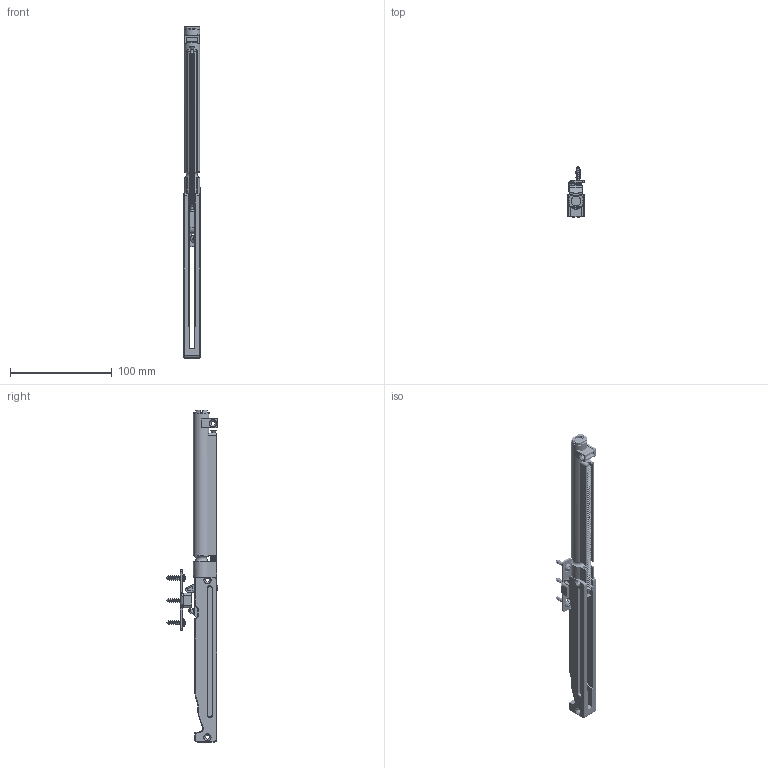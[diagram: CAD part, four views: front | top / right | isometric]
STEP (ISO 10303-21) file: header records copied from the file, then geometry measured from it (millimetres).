
FILE_DESCRIPTION(/* description */ (''),/* implementation_level */ '2;1');
FILE_NAME(/* name */ '66AFP21_22.stp',/* time_stamp */ '2019-08-20T07:38:34+02:00',/* author */ ('Marc'),/* organization */ (''),/* preprocessor_version */ 'ST-DEVELOPER v17.2',/* originating_system */ 'Autodesk Inventor 2019',/* authorisation */ '');
FILE_SCHEMA (('AUTOMOTIVE_DESIGN { 1 0 10303 214 3 1 1 }'));
Products named in the file (8): 66AFP2; Amortisseur HAFELE; Coprs vérin; Coprs glissière; Chariot; ressort; 21665; 04005
Assembly tree (9 placements, depth 3):
  66AFP2
    Amortisseur HAFELE
      Coprs vérin
      Coprs glissière
      Chariot
      ressort
    21665
    04005  x3
Bounding box: 16 x 50.6 x 326.1 mm (x, y, z)
Volume: 71898.4 mm3; surface area: 44857.3 mm2
Topology: 8 solids, 8 shells, 734 faces, 1980 edges, 1270 vertices
Faces by surface type: cylinder 376, plane 275, cone 32, torus 27, bspline 21, sphere 3
Full cylindrical faces by diameter (mm): 2.7 x2, 3 x18, 4 x3, 4.5 x1, 5.4 x212, 15.1 x1, 15.7 x1
Entity records: 54214 total; most frequent: CARTESIAN_POINT 38569, ORIENTED_EDGE 3426, DIRECTION 2910, EDGE_CURVE 1713, VERTEX_POINT 1092, AXIS2_PLACEMENT_3D 1014, LINE 882, VECTOR 882
